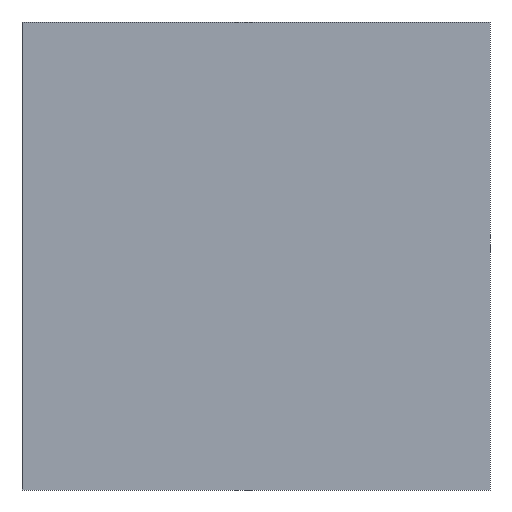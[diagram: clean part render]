
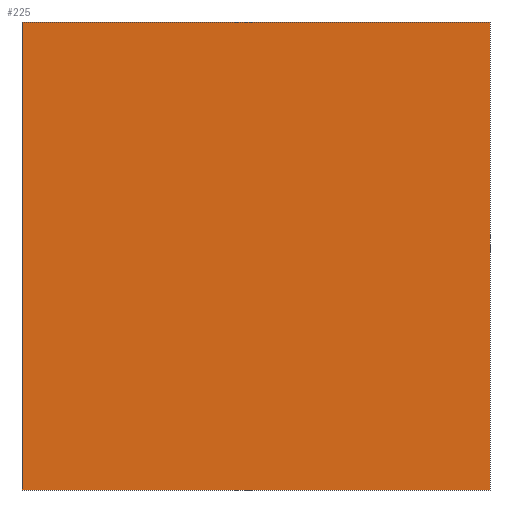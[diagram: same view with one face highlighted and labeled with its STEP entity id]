
A CAD part, front view. The second image highlights one B-rep face of the part: STEP entity #225.
In plain terms, the highlighted face is planar.
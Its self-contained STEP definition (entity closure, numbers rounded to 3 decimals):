
#5 = FACE_OUTER_BOUND ( 'NONE', #372, .T. ) ;
#13 = LINE ( 'NONE', #140, #481 ) ;
#23 = CARTESIAN_POINT ( 'NONE',  ( -310., 310., 0. ) ) ;
#24 = CARTESIAN_POINT ( 'NONE',  ( 310., -310., 0. ) ) ;
#34 = DIRECTION ( 'NONE',  ( 1., 0., 0. ) ) ;
#35 = VERTEX_POINT ( 'NONE', #23 ) ;
#43 = EDGE_CURVE ( 'NONE', #502, #35, #264, .T. ) ;
#46 = DIRECTION ( 'NONE',  ( 0., 0., 1. ) ) ;
#63 = CARTESIAN_POINT ( 'NONE',  ( 310., 310., 0. ) ) ;
#72 = CARTESIAN_POINT ( 'NONE',  ( 310., -310., 0. ) ) ;
#89 = EDGE_CURVE ( 'NONE', #375, #306, #469, .T. ) ;
#97 = VECTOR ( 'NONE', #34, 1000. ) ;
#121 = DIRECTION ( 'NONE',  ( 0., 1., 0. ) ) ;
#123 = ORIENTED_EDGE ( 'NONE', *, *, #89, .T. ) ;
#131 = VECTOR ( 'NONE', #121, 1000. ) ;
#140 = CARTESIAN_POINT ( 'NONE',  ( -310., -310., 0. ) ) ;
#141 = DIRECTION ( 'NONE',  ( -1., 0., 0. ) ) ;
#158 = PLANE ( 'NONE',  #242 ) ;
#197 = CARTESIAN_POINT ( 'NONE',  ( -310., -310., 0. ) ) ;
#215 = VECTOR ( 'NONE', #141, 1000. ) ;
#225 = ADVANCED_FACE ( 'NONE', ( #5 ), #158, .T. ) ;
#242 = AXIS2_PLACEMENT_3D ( 'NONE', #398, #46, #318 ) ;
#264 = LINE ( 'NONE', #63, #215 ) ;
#304 = CARTESIAN_POINT ( 'NONE',  ( 310., 310., 0. ) ) ;
#306 = VERTEX_POINT ( 'NONE', #72 ) ;
#315 = ORIENTED_EDGE ( 'NONE', *, *, #386, .T. ) ;
#316 = ORIENTED_EDGE ( 'NONE', *, *, #43, .T. ) ;
#317 = CARTESIAN_POINT ( 'NONE',  ( 310., -310., 0. ) ) ;
#318 = DIRECTION ( 'NONE',  ( 0., -1., 0. ) ) ;
#344 = EDGE_CURVE ( 'NONE', #306, #502, #478, .T. ) ;
#372 = EDGE_LOOP ( 'NONE', ( #315, #123, #504, #316 ) ) ;
#375 = VERTEX_POINT ( 'NONE', #197 ) ;
#386 = EDGE_CURVE ( 'NONE', #35, #375, #13, .T. ) ;
#398 = CARTESIAN_POINT ( 'NONE',  ( 0., 0., 0. ) ) ;
#458 = DIRECTION ( 'NONE',  ( 0., -1., 0. ) ) ;
#469 = LINE ( 'NONE', #24, #97 ) ;
#478 = LINE ( 'NONE', #317, #131 ) ;
#481 = VECTOR ( 'NONE', #458, 1000. ) ;
#502 = VERTEX_POINT ( 'NONE', #304 ) ;
#504 = ORIENTED_EDGE ( 'NONE', *, *, #344, .T. ) ;
